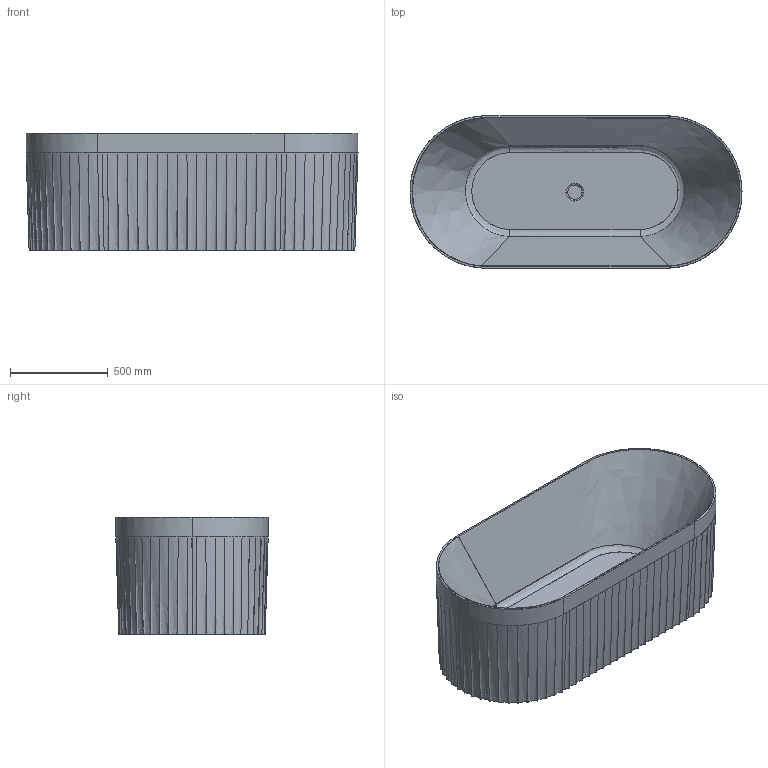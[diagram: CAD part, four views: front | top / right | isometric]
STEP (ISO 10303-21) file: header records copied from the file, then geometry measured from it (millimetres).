
FILE_DESCRIPTION (( 'STEP AP203' ), '1' );
FILE_NAME ('158778没有装饰脚.STEP', '2025-05-15T00:14:35', ( '微软用户' ), ( '微软中国' ), 'SwSTEP 2.0', 'SolidWorks 2015', '' );
FILE_SCHEMA (( 'CONFIG_CONTROL_DESIGN' ));
Length unit declared in the file: millimetre
Products named in the file (1): 158778羶衄蚾庉褐
Bounding box: 1700.05 x 780 x 600.55 mm (x, y, z)
Volume: 199858133.2 mm3; surface area: 10855110.6 mm2
Topology: 2 solids, 2 shells, 145 faces, 394 edges, 256 vertices
Faces by surface type: bspline 117, plane 18, cylinder 6, cone 4
Entity records: 21271 total; most frequent: CARTESIAN_POINT 18529, ORIENTED_EDGE 788, EDGE_CURVE 394, VERTEX_POINT 256, DIRECTION 234, B_SPLINE_CURVE_WITH_KNOTS 183, EDGE_LOOP 148, ADVANCED_FACE 145
